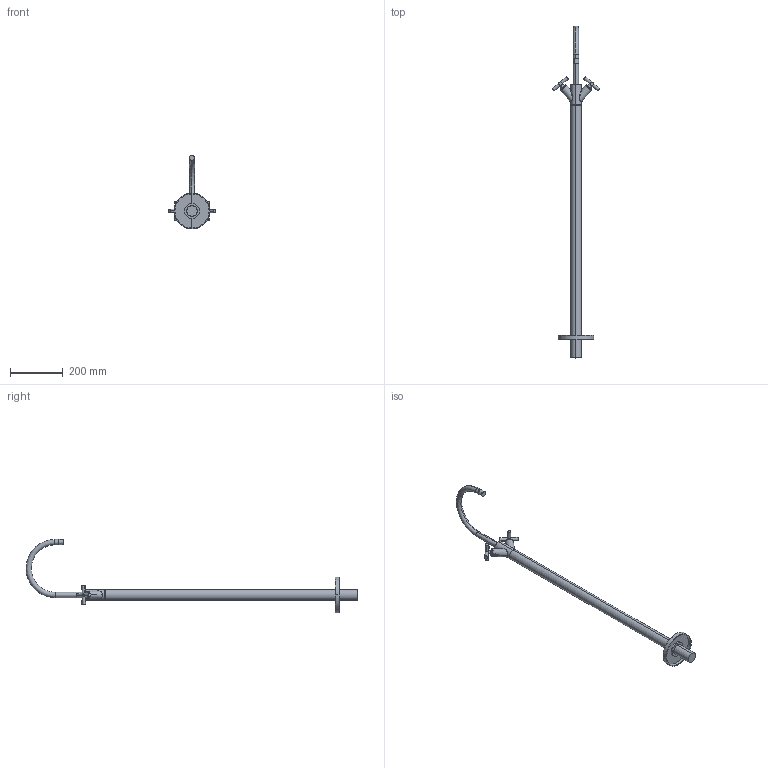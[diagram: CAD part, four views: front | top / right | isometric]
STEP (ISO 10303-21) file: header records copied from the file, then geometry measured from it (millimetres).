
FILE_DESCRIPTION (( 'STEP AP214' ), '1' );
FILE_NAME ('22585892.STEP', '2022-05-20T08:49:21', ( '' ), ( '' ), 'SwSTEP 2.0', 'SolidWorks 2020', '' );
FILE_SCHEMA (( 'AUTOMOTIVE_DESIGN' ));
Length unit declared in the file: millimetre
Products named in the file (12): Planungsmodell_Auslauf-+-04.28.22.214.00.90-1; Planungsmodell_Rosette-+-09.27.88.011.90-1; Planungsmodell_Rohr-+-09.28.22.028.90-1; Planungsmodell_Griff-+-09.20.89.010-1; 22585892; Planungsmodell_Körper2-+-09.19.89.008.94-01_-_K2; Planungsmodell_Griff-+-04.20.89.010.00-1; Planungsmodell_Stopfen-+-09.31.20.034.90-1; Planungsmodell_Rohr-+-09.28.22.214.90-1; Planungsmodell_Huelse-+-09.23.01.028.90-1; Planungsmodell_Aufnahme-+-09.12.12.219.90-1
Assembly tree (13 placements, depth 3):
  22585892
    Planungsmodell_Griff-+-04.20.89.010.00-1
      Planungsmodell_Griff-+-09.20.89.010-1
      Planungsmodell_Aufnahme-+-09.12.12.219.90-1
    Planungsmodell_Griff-+-04.20.89.010.00-1
      Planungsmodell_Griff-+-09.20.89.010-1
      Planungsmodell_Aufnahme-+-09.12.12.219.90-1
    Planungsmodell_Auslauf-+-04.28.22.214.00.90-1
      Planungsmodell_Rohr-+-09.28.22.214.90-1
      Planungsmodell_Huelse-+-09.23.01.028.90-1
    Planungsmodell_Stopfen-+-09.31.20.034.90-1
    Planungsmodell_Rosette-+-09.27.88.011.90-1
    Planungsmodell_Körper2-+-09.19.89.008.94-01_-_K2
    Planungsmodell_Rohr-+-09.28.22.028.90-1
Bounding box: 180.23 x 1255.98 x 278.66 mm (x, y, z)
Volume: 1621063.5 mm3; surface area: 229753.1 mm2
Topology: 10 solids, 10 shells, 120 faces, 247 edges, 157 vertices
Faces by surface type: cylinder 58, plane 36, torus 12, cone 6, sphere 4, bspline 4
Entity records: 4331 total; most frequent: CARTESIAN_POINT 1902, DIRECTION 485, ORIENTED_EDGE 378, AXIS2_PLACEMENT_3D 219, EDGE_CURVE 189, VERTEX_POINT 120, CIRCLE 112, EDGE_LOOP 101
